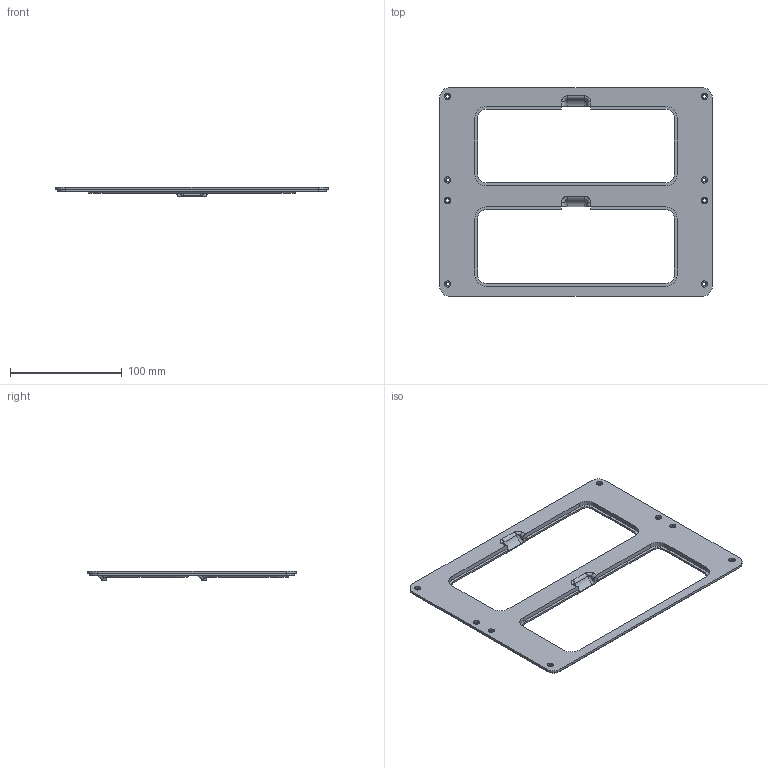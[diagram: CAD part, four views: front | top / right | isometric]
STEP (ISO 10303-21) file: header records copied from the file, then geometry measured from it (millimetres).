
FILE_DESCRIPTION (( 'STEP AP214' ), '1' );
FILE_NAME ('BackCoverMain.STEP', '2017-05-24T11:22:22', ( '' ), ( '' ), 'SwSTEP 2.0', 'SolidWorks 2016', '' );
FILE_SCHEMA (( 'AUTOMOTIVE_DESIGN' ));
Length unit declared in the file: millimetre
Products named in the file (2): BackCoverMain
Bounding box: 244 x 187 x 8.95 mm (x, y, z)
Volume: 64535.8 mm3; surface area: 59724.6 mm2
Topology: 1 solids, 1 shells, 369 faces, 982 edges, 646 vertices
Faces by surface type: plane 222, cylinder 106, bspline 21, torus 20
Entity records: 12943 total; most frequent: CARTESIAN_POINT 3640, ORIENTED_EDGE 1964, DIRECTION 1860, EDGE_CURVE 982, VERTEX_POINT 646, VECTOR 640, LINE 640, AXIS2_PLACEMENT_3D 610
